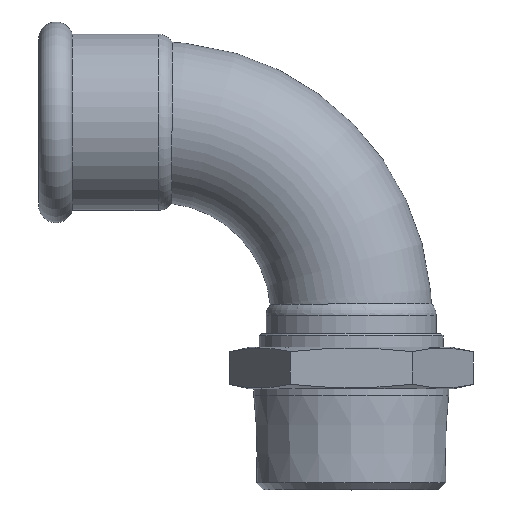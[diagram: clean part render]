
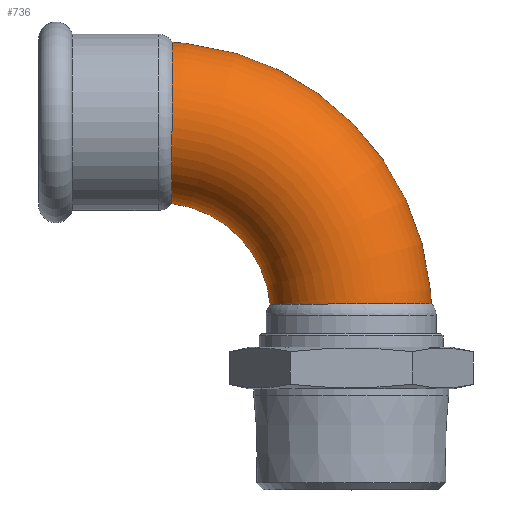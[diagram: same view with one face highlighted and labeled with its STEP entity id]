
A CAD part, top view. The second image highlights one B-rep face of the part: STEP entity #736.
In plain terms, the highlighted toroidal (fillet/blend) face has major radius 42 mm and minor radius 17.5 mm.
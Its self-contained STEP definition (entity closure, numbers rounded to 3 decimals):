
#59=TOROIDAL_SURFACE('',#857,42.,17.5);
#94=FACE_OUTER_BOUND('',#135,.T.);
#135=EDGE_LOOP('',(#663,#664,#665,#666,#667,#668,#669,#670));
#141=B_SPLINE_CURVE_WITH_KNOTS('',3,(#1348,#1349,#1350,#1351,#1352,#1353,
#1354,#1355,#1356,#1357,#1358,#1359),.UNSPECIFIED.,.F.,.F.,(4,2,2,2,2,4),
(5.519,6.152,6.836,7.52,8.204,
8.271),.UNSPECIFIED.);
#142=B_SPLINE_CURVE_WITH_KNOTS('',3,(#1361,#1362,#1363,#1364,#1365,#1366,
#1367,#1368,#1369,#1370,#1371,#1372,#1373,#1374,#1375,#1376,#1377,#1378,
#1379,#1380),.UNSPECIFIED.,.F.,.F.,(4,2,2,2,2,2,2,2,2,4),(11.037,
11.718,12.4,13.084,13.77,14.455,
15.14,15.823,16.507,16.556),
 .UNSPECIFIED.);
#143=B_SPLINE_CURVE_WITH_KNOTS('',3,(#1381,#1382,#1383,#1384,#1385,#1386,
#1387,#1388,#1389,#1390,#1391,#1392),.UNSPECIFIED.,.F.,.F.,(4,2,2,2,2,4),
(8.271,8.89,9.577,10.263,10.65,
11.037),.UNSPECIFIED.);
#147=B_SPLINE_CURVE_WITH_KNOTS('',3,(#1474,#1475,#1476,#1477,#1478,#1479,
#1480,#1481,#1482,#1483,#1484,#1485,#1486,#1487,#1488,#1489,#1490,#1491,
#1492,#1493),.UNSPECIFIED.,.F.,.F.,(4,2,2,2,2,2,2,2,2,4),(3.201,
3.424,4.107,4.791,5.475,6.161,
6.849,7.537,8.224,8.724),
 .UNSPECIFIED.);
#148=B_SPLINE_CURVE_WITH_KNOTS('',3,(#1495,#1496,#1497,#1498,#1499,#1500,
#1501,#1502,#1503,#1504,#1505,#1506),.UNSPECIFIED.,.F.,.F.,(4,2,2,2,2,4),
(11.495,11.73,12.417,13.101,13.785,
14.245),.UNSPECIFIED.);
#149=B_SPLINE_CURVE_WITH_KNOTS('',3,(#1508,#1509,#1510,#1511,#1512,#1513,
#1514,#1515,#1516,#1517,#1518,#1519,#1520,#1521,#1522),.UNSPECIFIED.,.F.,
 .F.,(4,2,2,2,2,3,4),(8.724,8.906,9.585,
10.267,10.655,11.043,11.495),
 .UNSPECIFIED.);
#214=CIRCLE('',#858,24.5);
#325=VERTEX_POINT('',#1345);
#326=VERTEX_POINT('',#1347);
#327=VERTEX_POINT('',#1360);
#340=VERTEX_POINT('',#1472);
#341=VERTEX_POINT('',#1473);
#342=VERTEX_POINT('',#1494);
#429=EDGE_CURVE('',#326,#325,#141,.T.);
#430=EDGE_CURVE('',#327,#326,#142,.T.);
#431=EDGE_CURVE('',#325,#327,#143,.T.);
#451=EDGE_CURVE('',#340,#341,#147,.T.);
#452=EDGE_CURVE('',#342,#340,#148,.T.);
#454=EDGE_CURVE('',#341,#342,#149,.T.);
#455=EDGE_CURVE('',#327,#341,#214,.T.);
#663=ORIENTED_EDGE('',*,*,#429,.T.);
#664=ORIENTED_EDGE('',*,*,#431,.T.);
#665=ORIENTED_EDGE('',*,*,#455,.T.);
#666=ORIENTED_EDGE('',*,*,#454,.T.);
#667=ORIENTED_EDGE('',*,*,#452,.T.);
#668=ORIENTED_EDGE('',*,*,#451,.T.);
#669=ORIENTED_EDGE('',*,*,#455,.F.);
#670=ORIENTED_EDGE('',*,*,#430,.T.);
#736=ADVANCED_FACE('',(#94),#59,.T.);
#857=AXIS2_PLACEMENT_3D('',#1523,#1082,#1083);
#858=AXIS2_PLACEMENT_3D('',#1524,#1084,#1085);
#1082=DIRECTION('center_axis',(0.,0.,-1.));
#1083=DIRECTION('ref_axis',(1.,0.,0.));
#1084=DIRECTION('center_axis',(0.,0.,1.));
#1085=DIRECTION('ref_axis',(1.,0.,0.));
#1345=CARTESIAN_POINT('',(68.,-39.55,-17.5));
#1347=CARTESIAN_POINT('',(85.447,-39.498,0.));
#1348=CARTESIAN_POINT('Ctrl Pts',(85.447,-39.498,0.));
#1349=CARTESIAN_POINT('Ctrl Pts',(85.447,-39.498,-2.108));
#1350=CARTESIAN_POINT('Ctrl Pts',(85.066,-39.499,-4.2));
#1351=CARTESIAN_POINT('Ctrl Pts',(83.517,-39.502,-8.306));
#1352=CARTESIAN_POINT('Ctrl Pts',(82.304,-39.505,-10.259));
#1353=CARTESIAN_POINT('Ctrl Pts',(79.197,-39.513,-13.593));
#1354=CARTESIAN_POINT('Ctrl Pts',(77.331,-39.518,-14.941));
#1355=CARTESIAN_POINT('Ctrl Pts',(73.187,-39.531,-16.848));
#1356=CARTESIAN_POINT('Ctrl Pts',(70.947,-39.538,-17.388));
#1357=CARTESIAN_POINT('Ctrl Pts',(68.444,-39.549,-17.494));
#1358=CARTESIAN_POINT('Ctrl Pts',(68.222,-39.549,-17.499));
#1359=CARTESIAN_POINT('Ctrl Pts',(68.,-39.55,-17.5));
#1360=CARTESIAN_POINT('',(50.389,-39.669,0.));
#1361=CARTESIAN_POINT('Ctrl Pts',(50.389,-39.669,0.));
#1362=CARTESIAN_POINT('Ctrl Pts',(50.389,-39.669,2.27));
#1363=CARTESIAN_POINT('Ctrl Pts',(50.832,-39.664,4.517));
#1364=CARTESIAN_POINT('Ctrl Pts',(52.554,-39.647,8.719));
#1365=CARTESIAN_POINT('Ctrl Pts',(53.817,-39.635,10.633));
#1366=CARTESIAN_POINT('Ctrl Pts',(57.009,-39.61,13.879));
#1367=CARTESIAN_POINT('Ctrl Pts',(58.91,-39.597,15.179));
#1368=CARTESIAN_POINT('Ctrl Pts',(63.107,-39.573,16.979));
#1369=CARTESIAN_POINT('Ctrl Pts',(65.364,-39.561,17.461));
#1370=CARTESIAN_POINT('Ctrl Pts',(69.934,-39.542,17.534));
#1371=CARTESIAN_POINT('Ctrl Pts',(72.204,-39.534,17.124));
#1372=CARTESIAN_POINT('Ctrl Pts',(76.456,-39.52,15.457));
#1373=CARTESIAN_POINT('Ctrl Pts',(78.397,-39.515,14.217));
#1374=CARTESIAN_POINT('Ctrl Pts',(81.693,-39.506,11.064));
#1375=CARTESIAN_POINT('Ctrl Pts',(83.017,-39.503,9.182));
#1376=CARTESIAN_POINT('Ctrl Pts',(84.866,-39.499,5.017));
#1377=CARTESIAN_POINT('Ctrl Pts',(85.375,-39.498,2.775));
#1378=CARTESIAN_POINT('Ctrl Pts',(85.445,-39.498,0.332));
#1379=CARTESIAN_POINT('Ctrl Pts',(85.447,-39.498,0.166));
#1380=CARTESIAN_POINT('Ctrl Pts',(85.447,-39.498,0.));
#1381=CARTESIAN_POINT('Ctrl Pts',(68.,-39.55,-17.5));
#1382=CARTESIAN_POINT('Ctrl Pts',(65.94,-39.559,-17.508));
#1383=CARTESIAN_POINT('Ctrl Pts',(63.893,-39.569,-17.154));
#1384=CARTESIAN_POINT('Ctrl Pts',(59.8,-39.591,-15.673));
#1385=CARTESIAN_POINT('Ctrl Pts',(57.821,-39.604,-14.48));
#1386=CARTESIAN_POINT('Ctrl Pts',(54.433,-39.63,-11.404));
#1387=CARTESIAN_POINT('Ctrl Pts',(53.056,-39.642,-9.55));
#1388=CARTESIAN_POINT('Ctrl Pts',(51.522,-39.657,-6.318));
#1389=CARTESIAN_POINT('Ctrl Pts',(51.1,-39.662,-5.096));
#1390=CARTESIAN_POINT('Ctrl Pts',(50.532,-39.668,-2.579));
#1391=CARTESIAN_POINT('Ctrl Pts',(50.389,-39.669,-1.291));
#1392=CARTESIAN_POINT('Ctrl Pts',(50.389,-39.669,0.));
#1472=CARTESIAN_POINT('',(29.047,17.422,0.));
#1473=CARTESIAN_POINT('',(28.892,-17.671,0.));
#1474=CARTESIAN_POINT('Ctrl Pts',(29.047,17.422,0.));
#1475=CARTESIAN_POINT('Ctrl Pts',(29.047,17.422,0.74));
#1476=CARTESIAN_POINT('Ctrl Pts',(29.047,17.375,1.481));
#1477=CARTESIAN_POINT('Ctrl Pts',(29.046,16.992,4.477));
#1478=CARTESIAN_POINT('Ctrl Pts',(29.045,16.264,6.657));
#1479=CARTESIAN_POINT('Ctrl Pts',(29.041,14.015,10.617));
#1480=CARTESIAN_POINT('Ctrl Pts',(29.037,12.513,12.358));
#1481=CARTESIAN_POINT('Ctrl Pts',(29.029,8.925,15.172));
#1482=CARTESIAN_POINT('Ctrl Pts',(29.024,6.871,16.215));
#1483=CARTESIAN_POINT('Ctrl Pts',(29.011,2.475,17.459));
#1484=CARTESIAN_POINT('Ctrl Pts',(29.003,0.175,17.646));
#1485=CARTESIAN_POINT('Ctrl Pts',(28.985,-4.375,17.128));
#1486=CARTESIAN_POINT('Ctrl Pts',(28.974,-6.58,16.426));
#1487=CARTESIAN_POINT('Ctrl Pts',(28.951,-10.598,14.215));
#1488=CARTESIAN_POINT('Ctrl Pts',(28.939,-12.374,12.726));
#1489=CARTESIAN_POINT('Ctrl Pts',(28.916,-15.247,9.154));
#1490=CARTESIAN_POINT('Ctrl Pts',(28.906,-16.319,7.106));
#1491=CARTESIAN_POINT('Ctrl Pts',(28.895,-17.434,3.312));
#1492=CARTESIAN_POINT('Ctrl Pts',(28.892,-17.671,1.659));
#1493=CARTESIAN_POINT('Ctrl Pts',(28.892,-17.671,0.));
#1494=CARTESIAN_POINT('',(29.002,0.,-17.5));
#1495=CARTESIAN_POINT('Ctrl Pts',(29.002,0.,
-17.5));
#1496=CARTESIAN_POINT('Ctrl Pts',(29.005,0.781,-17.495));
#1497=CARTESIAN_POINT('Ctrl Pts',(29.007,1.563,-17.438));
#1498=CARTESIAN_POINT('Ctrl Pts',(29.017,4.604,-17.01));
#1499=CARTESIAN_POINT('Ctrl Pts',(29.023,6.785,-16.253));
#1500=CARTESIAN_POINT('Ctrl Pts',(29.033,10.728,-13.946));
#1501=CARTESIAN_POINT('Ctrl Pts',(29.037,12.453,-12.42));
#1502=CARTESIAN_POINT('Ctrl Pts',(29.043,15.219,-8.794));
#1503=CARTESIAN_POINT('Ctrl Pts',(29.045,16.234,-6.731));
#1504=CARTESIAN_POINT('Ctrl Pts',(29.047,17.222,-3.05));
#1505=CARTESIAN_POINT('Ctrl Pts',(29.047,17.422,-1.527));
#1506=CARTESIAN_POINT('Ctrl Pts',(29.047,17.422,0.));
#1508=CARTESIAN_POINT('Ctrl Pts',(28.892,-17.671,0.));
#1509=CARTESIAN_POINT('Ctrl Pts',(28.892,-17.671,-0.606));
#1510=CARTESIAN_POINT('Ctrl Pts',(28.892,-17.64,-1.213));
#1511=CARTESIAN_POINT('Ctrl Pts',(28.896,-17.339,-4.069));
#1512=CARTESIAN_POINT('Ctrl Pts',(28.903,-16.666,-6.251));
#1513=CARTESIAN_POINT('Ctrl Pts',(28.922,-14.522,-10.246));
#1514=CARTESIAN_POINT('Ctrl Pts',(28.934,-13.068,-12.019));
#1515=CARTESIAN_POINT('Ctrl Pts',(28.952,-10.319,-14.292));
#1516=CARTESIAN_POINT('Ctrl Pts',(28.959,-9.232,-15.004));
#1517=CARTESIAN_POINT('Ctrl Pts',(28.972,-6.924,-16.177));
#1518=CARTESIAN_POINT('Ctrl Pts',(28.978,-5.71,-16.634));
#1519=CARTESIAN_POINT('Ctrl Pts',(28.984,-4.457,-16.954));
#1520=CARTESIAN_POINT('Ctrl Pts',(28.99,-2.997,-17.326));
#1521=CARTESIAN_POINT('Ctrl Pts',(28.996,-1.5,-17.509));
#1522=CARTESIAN_POINT('Ctrl Pts',(29.002,0.,-17.5));
#1523=CARTESIAN_POINT('Origin',(26.,-42.,0.));
#1524=CARTESIAN_POINT('Origin',(26.,-42.,0.));
